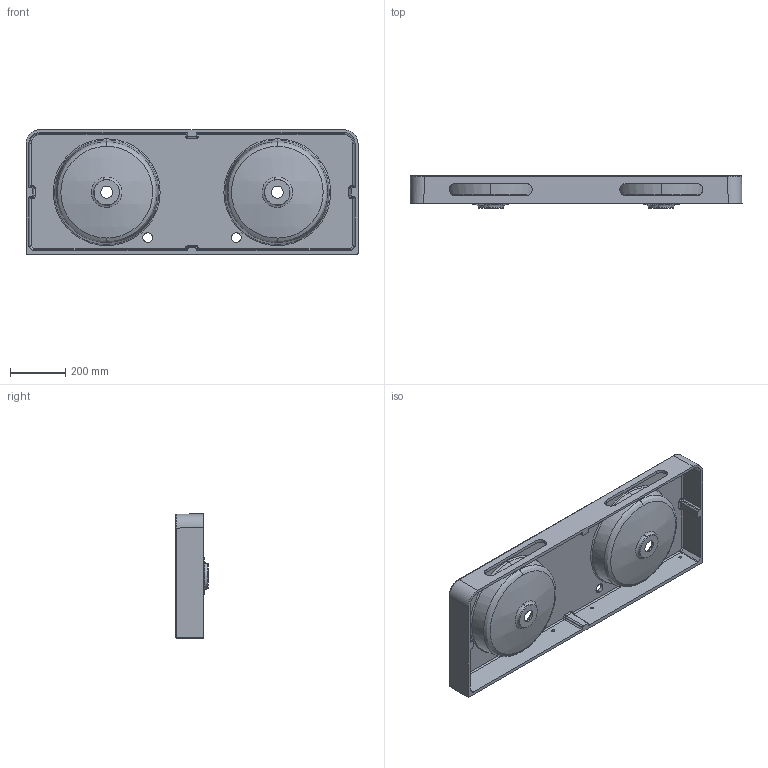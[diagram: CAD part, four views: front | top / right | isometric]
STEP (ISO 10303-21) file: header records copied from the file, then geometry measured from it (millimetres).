
FILE_DESCRIPTION (( 'STEP AP214' ), '1' );
FILE_NAME ('Loop 1200.STEP', '2024-08-15T12:56:41', ( '' ), ( '' ), 'SwSTEP 2.0', 'SolidWorks 2020', '' );
FILE_SCHEMA (( 'AUTOMOTIVE_DESIGN' ));
Length unit declared in the file: millimetre
Products named in the file (1): Loop 1200
Bounding box: 1200 x 117 x 450 mm (x, y, z)
Volume: 10524871.6 mm3; surface area: 1914261.4 mm2
Topology: 1 solids, 1 shells, 177 faces, 426 edges, 258 vertices
Faces by surface type: cylinder 68, plane 37, bspline 30, cone 20, sphere 14, torus 8
Entity records: 13696 total; most frequent: CARTESIAN_POINT 9852, ORIENTED_EDGE 848, DIRECTION 728, EDGE_CURVE 424, AXIS2_PLACEMENT_3D 274, VERTEX_POINT 258, EDGE_LOOP 206, LINE 180
